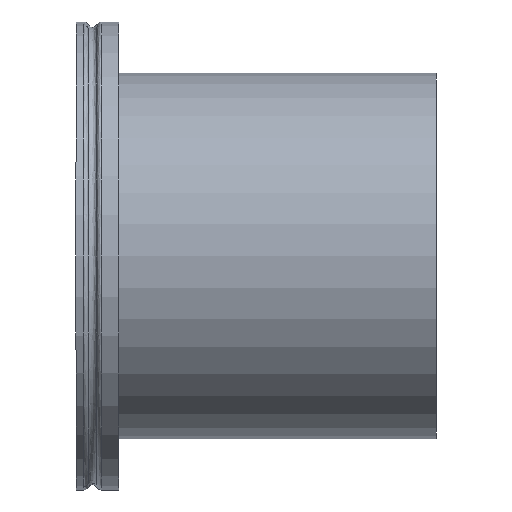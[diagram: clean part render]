
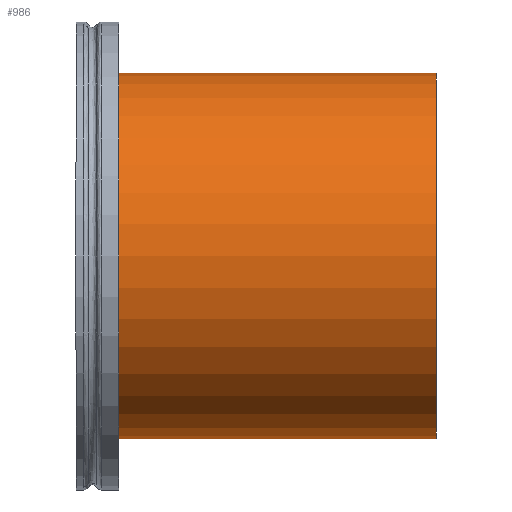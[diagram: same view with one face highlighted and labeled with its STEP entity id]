
A CAD part, left-side view. The second image highlights one B-rep face of the part: STEP entity #986.
In plain terms, the highlighted cylindrical face has radius 50.8 mm (diameter 101.6 mm), a full revolution.
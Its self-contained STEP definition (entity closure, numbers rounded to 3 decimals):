
#60 = DIRECTION ( 'NONE',  ( 1., 0., 0. ) ) ;
#66 = VERTEX_POINT ( 'NONE', #852 ) ;
#67 = CARTESIAN_POINT ( 'NONE',  ( 0., 0., -50.8 ) ) ;
#179 = DIRECTION ( 'NONE',  ( -1., 0., 0. ) ) ;
#190 = ORIENTED_EDGE ( 'NONE', *, *, #328, .T. ) ;
#197 = AXIS2_PLACEMENT_3D ( 'NONE', #337, #179, #943 ) ;
#267 = FACE_OUTER_BOUND ( 'NONE', #663, .T. ) ;
#288 = DIRECTION ( 'NONE',  ( 0., 0., -1. ) ) ;
#313 = CARTESIAN_POINT ( 'NONE',  ( 0., 0., 0. ) ) ;
#328 = EDGE_CURVE ( 'NONE', #66, #66, #455, .T. ) ;
#329 = EDGE_CURVE ( 'NONE', #602, #602, #885, .T. ) ;
#337 = CARTESIAN_POINT ( 'NONE',  ( 93.7, 0., 0. ) ) ;
#379 = DIRECTION ( 'NONE',  ( 1., 0., 0. ) ) ;
#449 = CARTESIAN_POINT ( 'NONE',  ( 0., 0., 0. ) ) ;
#455 = CIRCLE ( 'NONE', #197, 50.8 ) ;
#575 = FACE_OUTER_BOUND ( 'NONE', #582, .T. ) ;
#582 = EDGE_LOOP ( 'NONE', ( #190 ) ) ;
#602 = VERTEX_POINT ( 'NONE', #67 ) ;
#663 = EDGE_LOOP ( 'NONE', ( #843 ) ) ;
#801 = DIRECTION ( 'NONE',  ( 0., 0., -1. ) ) ;
#843 = ORIENTED_EDGE ( 'NONE', *, *, #329, .T. ) ;
#851 = AXIS2_PLACEMENT_3D ( 'NONE', #313, #379, #801 ) ;
#852 = CARTESIAN_POINT ( 'NONE',  ( 93.7, 0., -50.8 ) ) ;
#873 = AXIS2_PLACEMENT_3D ( 'NONE', #449, #60, #288 ) ;
#885 = CIRCLE ( 'NONE', #851, 50.8 ) ;
#902 = CYLINDRICAL_SURFACE ( 'NONE', #873, 50.8 ) ;
#943 = DIRECTION ( 'NONE',  ( 0., 0., -1. ) ) ;
#986 = ADVANCED_FACE ( 'NONE', ( #267, #575 ), #902, .T. ) ;
